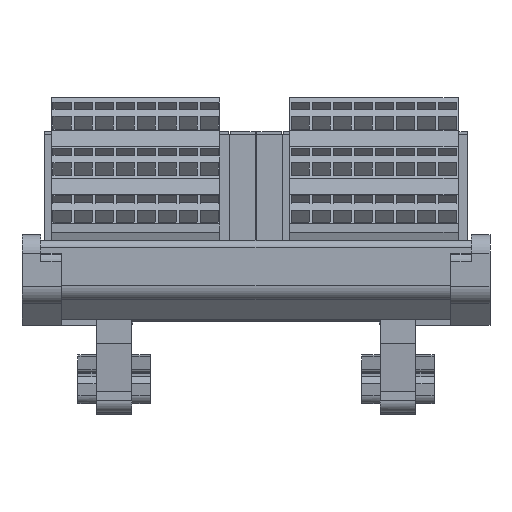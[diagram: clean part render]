
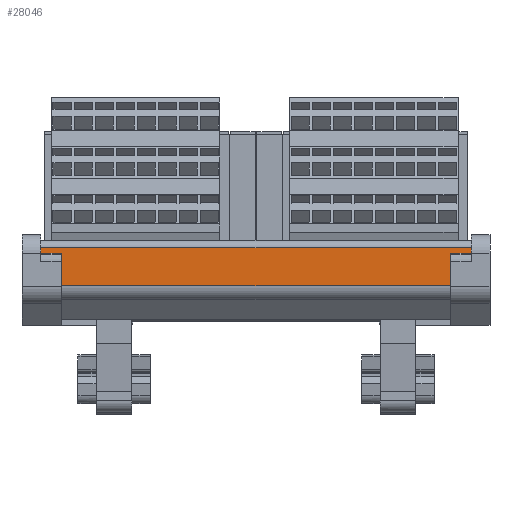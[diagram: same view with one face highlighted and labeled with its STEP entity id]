
A CAD part, front view. The second image highlights one B-rep face of the part: STEP entity #28046.
In plain terms, the highlighted planar face has unit normal (0, -1, 0).
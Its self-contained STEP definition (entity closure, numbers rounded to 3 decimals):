
#27989=AXIS2_PLACEMENT_3D('Plane Axis2P3D',#27986,#27987,#27988) ;
#27167=CARTESIAN_POINT('Vertex',(108.5,2.099,38.052)) ;
#27609=CARTESIAN_POINT('Vertex',(4.5,2.099,40.202)) ;
#27612=CARTESIAN_POINT('Line Origine',(113.,2.099,40.202)) ;
#27616=CARTESIAN_POINT('Vertex',(108.5,2.099,40.202)) ;
#27986=CARTESIAN_POINT('Axis2P3D Location',(113.,2.099,40.202)) ;
#27991=CARTESIAN_POINT('Line Origine',(108.5,2.099,39.127)) ;
#27996=CARTESIAN_POINT('Line Origine',(4.5,2.099,39.127)) ;
#28000=CARTESIAN_POINT('Vertex',(4.5,2.099,38.052)) ;
#28003=CARTESIAN_POINT('Line Origine',(4.5,2.099,37.302)) ;
#28007=CARTESIAN_POINT('Vertex',(4.5,2.099,36.552)) ;
#28010=CARTESIAN_POINT('Line Origine',(4.5,2.099,33.763)) ;
#28014=CARTESIAN_POINT('Vertex',(4.5,2.099,30.973)) ;
#28017=CARTESIAN_POINT('Line Origine',(56.5,2.099,30.973)) ;
#28021=CARTESIAN_POINT('Vertex',(108.5,2.099,30.973)) ;
#28024=CARTESIAN_POINT('Line Origine',(108.5,2.099,33.763)) ;
#28028=CARTESIAN_POINT('Vertex',(108.5,2.099,36.552)) ;
#28031=CARTESIAN_POINT('Line Origine',(108.5,2.099,37.302)) ;
#27613=DIRECTION('Vector Direction',(-1.,0.,0.)) ;
#27987=DIRECTION('Axis2P3D Direction',(0.,1.,0.)) ;
#27988=DIRECTION('Axis2P3D XDirection',(-1.,0.,0.)) ;
#27992=DIRECTION('Vector Direction',(0.,0.,-1.)) ;
#27997=DIRECTION('Vector Direction',(0.,0.,-1.)) ;
#28004=DIRECTION('Vector Direction',(0.,0.,-1.)) ;
#28011=DIRECTION('Vector Direction',(0.,0.,-1.)) ;
#28018=DIRECTION('Vector Direction',(-1.,0.,0.)) ;
#28025=DIRECTION('Vector Direction',(0.,0.,-1.)) ;
#28032=DIRECTION('Vector Direction',(0.,0.,-1.)) ;
#27614=VECTOR('Line Direction',#27613,1.) ;
#27993=VECTOR('Line Direction',#27992,1.) ;
#27998=VECTOR('Line Direction',#27997,1.) ;
#28005=VECTOR('Line Direction',#28004,1.) ;
#28012=VECTOR('Line Direction',#28011,1.) ;
#28019=VECTOR('Line Direction',#28018,1.) ;
#28026=VECTOR('Line Direction',#28025,1.) ;
#28033=VECTOR('Line Direction',#28032,1.) ;
#28037=ORIENTED_EDGE('',*,*,#27995,.F.) ;
#28038=ORIENTED_EDGE('',*,*,#27618,.T.) ;
#28039=ORIENTED_EDGE('',*,*,#28002,.T.) ;
#28040=ORIENTED_EDGE('',*,*,#28009,.T.) ;
#28041=ORIENTED_EDGE('',*,*,#28016,.T.) ;
#28042=ORIENTED_EDGE('',*,*,#28023,.F.) ;
#28043=ORIENTED_EDGE('',*,*,#28030,.F.) ;
#28044=ORIENTED_EDGE('',*,*,#28035,.F.) ;
#28046=ADVANCED_FACE('NONE',(#28045),#27990,.F.) ;
#27618=EDGE_CURVE('',#27617,#27610,#27615,.T.) ;
#27995=EDGE_CURVE('',#27617,#27168,#27994,.T.) ;
#28002=EDGE_CURVE('',#27610,#28001,#27999,.T.) ;
#28009=EDGE_CURVE('',#28001,#28008,#28006,.T.) ;
#28016=EDGE_CURVE('',#28008,#28015,#28013,.T.) ;
#28023=EDGE_CURVE('',#28022,#28015,#28020,.T.) ;
#28030=EDGE_CURVE('',#28029,#28022,#28027,.T.) ;
#28035=EDGE_CURVE('',#27168,#28029,#28034,.T.) ;
#28036=EDGE_LOOP('',(#28037,#28038,#28039,#28040,#28041,#28042,#28043,#28044)) ;
#28045=FACE_OUTER_BOUND('',#28036,.T.) ;
#27615=LINE('Line',#27612,#27614) ;
#27994=LINE('Line',#27991,#27993) ;
#27999=LINE('Line',#27996,#27998) ;
#28006=LINE('Line',#28003,#28005) ;
#28013=LINE('Line',#28010,#28012) ;
#28020=LINE('Line',#28017,#28019) ;
#28027=LINE('Line',#28024,#28026) ;
#28034=LINE('Line',#28031,#28033) ;
#27990=PLANE('',#27989) ;
#27168=VERTEX_POINT('',#27167) ;
#27610=VERTEX_POINT('',#27609) ;
#27617=VERTEX_POINT('',#27616) ;
#28001=VERTEX_POINT('',#28000) ;
#28008=VERTEX_POINT('',#28007) ;
#28015=VERTEX_POINT('',#28014) ;
#28022=VERTEX_POINT('',#28021) ;
#28029=VERTEX_POINT('',#28028) ;
